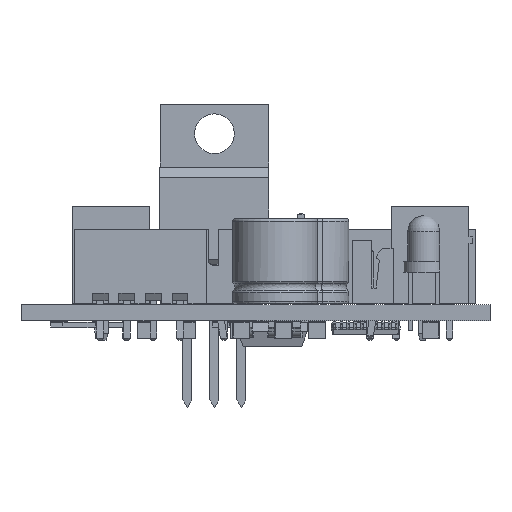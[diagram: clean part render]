
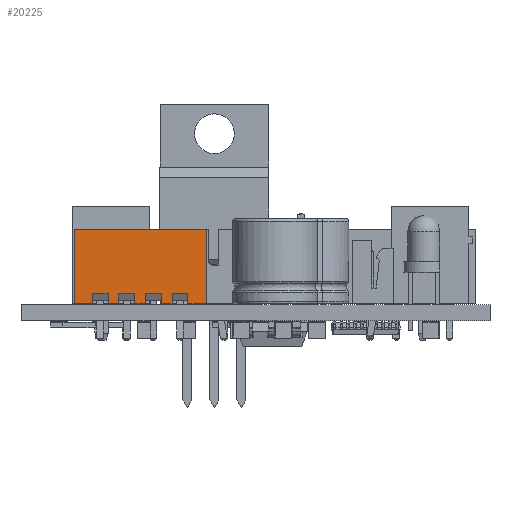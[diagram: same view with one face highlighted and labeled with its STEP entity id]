
A CAD part, left-side view. The second image highlights one B-rep face of the part: STEP entity #20225.
In plain terms, the highlighted face is planar.
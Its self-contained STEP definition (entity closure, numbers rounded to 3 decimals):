
#20016 = VERTEX_POINT('',#20017);
#20017 = CARTESIAN_POINT('',(-2.45,-3.4,7.));
#20023 = EDGE_CURVE('',#20016,#20024,#20026,.T.);
#20024 = VERTEX_POINT('',#20025);
#20025 = CARTESIAN_POINT('',(9.95,-3.4,7.));
#20026 = LINE('',#20027,#20028);
#20027 = CARTESIAN_POINT('',(-2.45,-3.4,7.));
#20028 = VECTOR('',#20029,1.);
#20029 = DIRECTION('',(1.,0.,0.));
#20143 = VERTEX_POINT('',#20144);
#20144 = CARTESIAN_POINT('',(-2.45,-3.4,0.));
#20191 = EDGE_CURVE('',#20143,#20016,#20192,.T.);
#20192 = LINE('',#20193,#20194);
#20193 = CARTESIAN_POINT('',(-2.45,-3.4,0.));
#20194 = VECTOR('',#20195,1.);
#20195 = DIRECTION('',(0.,0.,1.));
#20225 = ADVANCED_FACE('',(#20226),#20372,.F.);
#20226 = FACE_BOUND('',#20227,.F.);
#20227 = EDGE_LOOP('',(#20228,#20236,#20237,#20238,#20246,#20254,#20262,
    #20270,#20278,#20286,#20294,#20302,#20310,#20318,#20326,#20334,
    #20342,#20350,#20358,#20366));
#20228 = ORIENTED_EDGE('',*,*,#20229,.F.);
#20229 = EDGE_CURVE('',#20143,#20230,#20232,.T.);
#20230 = VERTEX_POINT('',#20231);
#20231 = CARTESIAN_POINT('',(-0.75,-3.4,0.));
#20232 = LINE('',#20233,#20234);
#20233 = CARTESIAN_POINT('',(-2.45,-3.4,0.));
#20234 = VECTOR('',#20235,1.);
#20235 = DIRECTION('',(1.,0.,0.));
#20236 = ORIENTED_EDGE('',*,*,#20191,.T.);
#20237 = ORIENTED_EDGE('',*,*,#20023,.T.);
#20238 = ORIENTED_EDGE('',*,*,#20239,.F.);
#20239 = EDGE_CURVE('',#20240,#20024,#20242,.T.);
#20240 = VERTEX_POINT('',#20241);
#20241 = CARTESIAN_POINT('',(9.95,-3.4,0.));
#20242 = LINE('',#20243,#20244);
#20243 = CARTESIAN_POINT('',(9.95,-3.4,0.));
#20244 = VECTOR('',#20245,1.);
#20245 = DIRECTION('',(0.,0.,1.));
#20246 = ORIENTED_EDGE('',*,*,#20247,.F.);
#20247 = EDGE_CURVE('',#20248,#20240,#20250,.T.);
#20248 = VERTEX_POINT('',#20249);
#20249 = CARTESIAN_POINT('',(8.25,-3.4,0.));
#20250 = LINE('',#20251,#20252);
#20251 = CARTESIAN_POINT('',(-2.45,-3.4,0.));
#20252 = VECTOR('',#20253,1.);
#20253 = DIRECTION('',(1.,0.,0.));
#20254 = ORIENTED_EDGE('',*,*,#20255,.F.);
#20255 = EDGE_CURVE('',#20256,#20248,#20258,.T.);
#20256 = VERTEX_POINT('',#20257);
#20257 = CARTESIAN_POINT('',(8.25,-3.4,1.));
#20258 = LINE('',#20259,#20260);
#20259 = CARTESIAN_POINT('',(8.25,-3.4,1.));
#20260 = VECTOR('',#20261,1.);
#20261 = DIRECTION('',(-0.,0.,-1.));
#20262 = ORIENTED_EDGE('',*,*,#20263,.T.);
#20263 = EDGE_CURVE('',#20256,#20264,#20266,.T.);
#20264 = VERTEX_POINT('',#20265);
#20265 = CARTESIAN_POINT('',(6.75,-3.4,1.));
#20266 = LINE('',#20267,#20268);
#20267 = CARTESIAN_POINT('',(8.25,-3.4,1.));
#20268 = VECTOR('',#20269,1.);
#20269 = DIRECTION('',(-1.,0.,0.));
#20270 = ORIENTED_EDGE('',*,*,#20271,.T.);
#20271 = EDGE_CURVE('',#20264,#20272,#20274,.T.);
#20272 = VERTEX_POINT('',#20273);
#20273 = CARTESIAN_POINT('',(6.75,-3.4,0.));
#20274 = LINE('',#20275,#20276);
#20275 = CARTESIAN_POINT('',(6.75,-3.4,1.));
#20276 = VECTOR('',#20277,1.);
#20277 = DIRECTION('',(-0.,0.,-1.));
#20278 = ORIENTED_EDGE('',*,*,#20279,.F.);
#20279 = EDGE_CURVE('',#20280,#20272,#20282,.T.);
#20280 = VERTEX_POINT('',#20281);
#20281 = CARTESIAN_POINT('',(5.75,-3.4,0.));
#20282 = LINE('',#20283,#20284);
#20283 = CARTESIAN_POINT('',(-2.45,-3.4,0.));
#20284 = VECTOR('',#20285,1.);
#20285 = DIRECTION('',(1.,0.,0.));
#20286 = ORIENTED_EDGE('',*,*,#20287,.F.);
#20287 = EDGE_CURVE('',#20288,#20280,#20290,.T.);
#20288 = VERTEX_POINT('',#20289);
#20289 = CARTESIAN_POINT('',(5.75,-3.4,1.));
#20290 = LINE('',#20291,#20292);
#20291 = CARTESIAN_POINT('',(5.75,-3.4,1.));
#20292 = VECTOR('',#20293,1.);
#20293 = DIRECTION('',(-0.,0.,-1.));
#20294 = ORIENTED_EDGE('',*,*,#20295,.T.);
#20295 = EDGE_CURVE('',#20288,#20296,#20298,.T.);
#20296 = VERTEX_POINT('',#20297);
#20297 = CARTESIAN_POINT('',(4.25,-3.4,1.));
#20298 = LINE('',#20299,#20300);
#20299 = CARTESIAN_POINT('',(5.75,-3.4,1.));
#20300 = VECTOR('',#20301,1.);
#20301 = DIRECTION('',(-1.,0.,0.));
#20302 = ORIENTED_EDGE('',*,*,#20303,.T.);
#20303 = EDGE_CURVE('',#20296,#20304,#20306,.T.);
#20304 = VERTEX_POINT('',#20305);
#20305 = CARTESIAN_POINT('',(4.25,-3.4,0.));
#20306 = LINE('',#20307,#20308);
#20307 = CARTESIAN_POINT('',(4.25,-3.4,1.));
#20308 = VECTOR('',#20309,1.);
#20309 = DIRECTION('',(-0.,0.,-1.));
#20310 = ORIENTED_EDGE('',*,*,#20311,.F.);
#20311 = EDGE_CURVE('',#20312,#20304,#20314,.T.);
#20312 = VERTEX_POINT('',#20313);
#20313 = CARTESIAN_POINT('',(3.25,-3.4,0.));
#20314 = LINE('',#20315,#20316);
#20315 = CARTESIAN_POINT('',(-2.45,-3.4,0.));
#20316 = VECTOR('',#20317,1.);
#20317 = DIRECTION('',(1.,0.,0.));
#20318 = ORIENTED_EDGE('',*,*,#20319,.F.);
#20319 = EDGE_CURVE('',#20320,#20312,#20322,.T.);
#20320 = VERTEX_POINT('',#20321);
#20321 = CARTESIAN_POINT('',(3.25,-3.4,1.));
#20322 = LINE('',#20323,#20324);
#20323 = CARTESIAN_POINT('',(3.25,-3.4,1.));
#20324 = VECTOR('',#20325,1.);
#20325 = DIRECTION('',(-0.,0.,-1.));
#20326 = ORIENTED_EDGE('',*,*,#20327,.T.);
#20327 = EDGE_CURVE('',#20320,#20328,#20330,.T.);
#20328 = VERTEX_POINT('',#20329);
#20329 = CARTESIAN_POINT('',(1.75,-3.4,1.));
#20330 = LINE('',#20331,#20332);
#20331 = CARTESIAN_POINT('',(3.25,-3.4,1.));
#20332 = VECTOR('',#20333,1.);
#20333 = DIRECTION('',(-1.,0.,0.));
#20334 = ORIENTED_EDGE('',*,*,#20335,.T.);
#20335 = EDGE_CURVE('',#20328,#20336,#20338,.T.);
#20336 = VERTEX_POINT('',#20337);
#20337 = CARTESIAN_POINT('',(1.75,-3.4,0.));
#20338 = LINE('',#20339,#20340);
#20339 = CARTESIAN_POINT('',(1.75,-3.4,1.));
#20340 = VECTOR('',#20341,1.);
#20341 = DIRECTION('',(-0.,0.,-1.));
#20342 = ORIENTED_EDGE('',*,*,#20343,.F.);
#20343 = EDGE_CURVE('',#20344,#20336,#20346,.T.);
#20344 = VERTEX_POINT('',#20345);
#20345 = CARTESIAN_POINT('',(0.75,-3.4,0.));
#20346 = LINE('',#20347,#20348);
#20347 = CARTESIAN_POINT('',(-2.45,-3.4,0.));
#20348 = VECTOR('',#20349,1.);
#20349 = DIRECTION('',(1.,0.,0.));
#20350 = ORIENTED_EDGE('',*,*,#20351,.F.);
#20351 = EDGE_CURVE('',#20352,#20344,#20354,.T.);
#20352 = VERTEX_POINT('',#20353);
#20353 = CARTESIAN_POINT('',(0.75,-3.4,1.));
#20354 = LINE('',#20355,#20356);
#20355 = CARTESIAN_POINT('',(0.75,-3.4,1.));
#20356 = VECTOR('',#20357,1.);
#20357 = DIRECTION('',(-0.,0.,-1.));
#20358 = ORIENTED_EDGE('',*,*,#20359,.T.);
#20359 = EDGE_CURVE('',#20352,#20360,#20362,.T.);
#20360 = VERTEX_POINT('',#20361);
#20361 = CARTESIAN_POINT('',(-0.75,-3.4,1.));
#20362 = LINE('',#20363,#20364);
#20363 = CARTESIAN_POINT('',(0.75,-3.4,1.));
#20364 = VECTOR('',#20365,1.);
#20365 = DIRECTION('',(-1.,0.,0.));
#20366 = ORIENTED_EDGE('',*,*,#20367,.T.);
#20367 = EDGE_CURVE('',#20360,#20230,#20368,.T.);
#20368 = LINE('',#20369,#20370);
#20369 = CARTESIAN_POINT('',(-0.75,-3.4,1.));
#20370 = VECTOR('',#20371,1.);
#20371 = DIRECTION('',(-0.,0.,-1.));
#20372 = PLANE('',#20373);
#20373 = AXIS2_PLACEMENT_3D('',#20374,#20375,#20376);
#20374 = CARTESIAN_POINT('',(-2.45,-3.4,0.));
#20375 = DIRECTION('',(0.,1.,0.));
#20376 = DIRECTION('',(1.,0.,0.));
